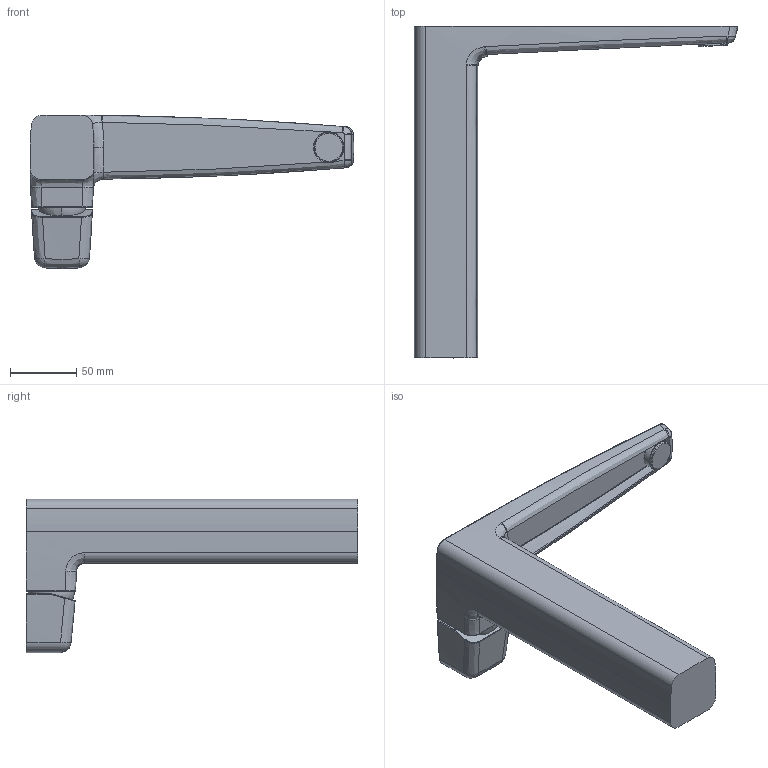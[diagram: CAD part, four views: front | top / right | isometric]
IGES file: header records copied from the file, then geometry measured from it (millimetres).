
Start section:  PTC IGES file: ilce_high-spout.igs
Global section: file name: ilce_high-spout.igs; native system: Creo Parametric by Parametric Technology Corporation; preprocessor: 2011490; author: utente3; organization: Unknown; date: 20141020.142411; units: millimetre
Bounding box: 243.86 x 250 x 115.66 mm (x, y, z)
Surface area: 82169.3 mm2 (no closed solid volume)
Topology: 0 solids, 0 shells, 106 faces, 480 edges, 480 vertices
Faces by surface type: revolution 57, bspline 49
